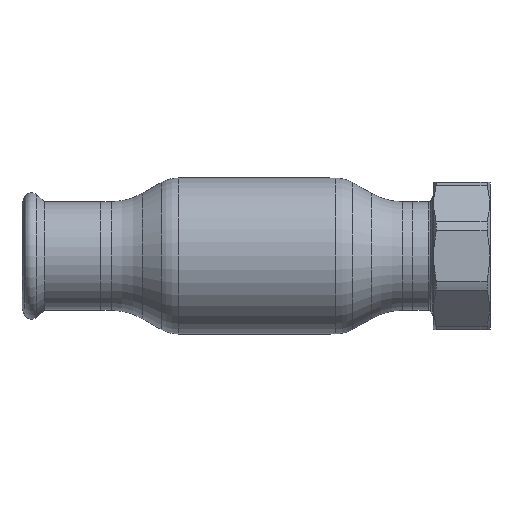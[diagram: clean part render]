
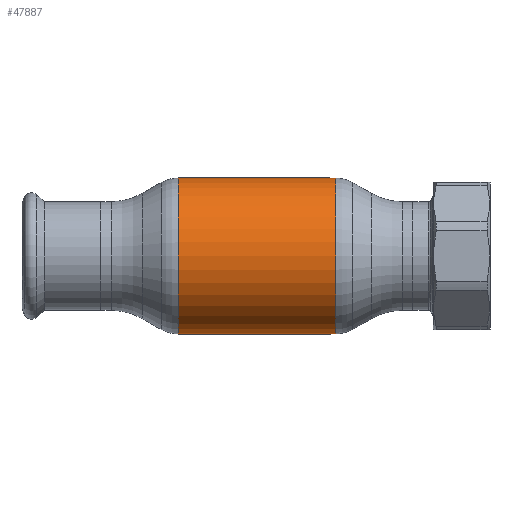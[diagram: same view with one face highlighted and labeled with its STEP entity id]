
A CAD part, front view. The second image highlights one B-rep face of the part: STEP entity #47887.
In plain terms, the highlighted cylindrical face has radius 27.5 mm (diameter 55 mm), a partial arc.
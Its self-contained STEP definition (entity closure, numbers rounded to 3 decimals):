
#2497 = EDGE_CURVE ( 'NONE', #27413, #19861, #11605, .T. ) ;
#2513 = CARTESIAN_POINT ( 'NONE',  ( -27.785, 0., 0. ) ) ;
#2795 = CARTESIAN_POINT ( 'NONE',  ( 27.785, 0., 27.5 ) ) ;
#4081 = CARTESIAN_POINT ( 'NONE',  ( -62.69, 0., 0. ) ) ;
#4729 = EDGE_CURVE ( 'NONE', #35859, #27413, #10802, .T. ) ;
#7525 = CARTESIAN_POINT ( 'NONE',  ( -62.69, 0., 27.5 ) ) ;
#8470 = CARTESIAN_POINT ( 'NONE',  ( 27.785, 0., 0. ) ) ;
#8512 = DIRECTION ( 'NONE',  ( -1., 0., 0. ) ) ;
#8948 = CARTESIAN_POINT ( 'NONE',  ( -27.785, 0., -27.5 ) ) ;
#10802 = CIRCLE ( 'NONE', #14484, 27.5 ) ;
#11028 = VECTOR ( 'NONE', #8512, 1000. ) ;
#11605 = LINE ( 'NONE', #7525, #36522 ) ;
#12809 = FACE_OUTER_BOUND ( 'NONE', #43485, .T. ) ;
#12846 = EDGE_CURVE ( 'NONE', #48377, #19861, #57123, .T. ) ;
#14484 = AXIS2_PLACEMENT_3D ( 'NONE', #8470, #53470, #14537 ) ;
#14537 = DIRECTION ( 'NONE',  ( 0., 0., 1. ) ) ;
#18212 = ORIENTED_EDGE ( 'NONE', *, *, #12846, .F. ) ;
#18361 = ORIENTED_EDGE ( 'NONE', *, *, #25984, .F. ) ;
#19861 = VERTEX_POINT ( 'NONE', #41615 ) ;
#19950 = ORIENTED_EDGE ( 'NONE', *, *, #2497, .T. ) ;
#21252 = DIRECTION ( 'NONE',  ( -1., 0., 0. ) ) ;
#25984 = EDGE_CURVE ( 'NONE', #35859, #48377, #29732, .T. ) ;
#27413 = VERTEX_POINT ( 'NONE', #2795 ) ;
#29148 = ORIENTED_EDGE ( 'NONE', *, *, #4729, .T. ) ;
#29251 = DIRECTION ( 'NONE',  ( 0., 0., 1. ) ) ;
#29732 = LINE ( 'NONE', #52379, #11028 ) ;
#35859 = VERTEX_POINT ( 'NONE', #51747 ) ;
#36522 = VECTOR ( 'NONE', #46457, 1000. ) ;
#38901 = DIRECTION ( 'NONE',  ( 0., 0., 1. ) ) ;
#41615 = CARTESIAN_POINT ( 'NONE',  ( -27.785, 0., 27.5 ) ) ;
#43485 = EDGE_LOOP ( 'NONE', ( #18361, #29148, #19950, #18212 ) ) ;
#46457 = DIRECTION ( 'NONE',  ( -1., 0., 0. ) ) ;
#46976 = AXIS2_PLACEMENT_3D ( 'NONE', #4081, #21252, #38901 ) ;
#47887 = ADVANCED_FACE ( 'NONE', ( #12809 ), #56399, .T. ) ;
#48377 = VERTEX_POINT ( 'NONE', #8948 ) ;
#51747 = CARTESIAN_POINT ( 'NONE',  ( 27.785, 0., -27.5 ) ) ;
#52379 = CARTESIAN_POINT ( 'NONE',  ( -62.69, 0., -27.5 ) ) ;
#53470 = DIRECTION ( 'NONE',  ( -1., 0., 0. ) ) ;
#55230 = AXIS2_PLACEMENT_3D ( 'NONE', #2513, #55679, #29251 ) ;
#55679 = DIRECTION ( 'NONE',  ( -1., 0., 0. ) ) ;
#56399 = CYLINDRICAL_SURFACE ( 'NONE', #46976, 27.5 ) ;
#57123 = CIRCLE ( 'NONE', #55230, 27.5 ) ;
